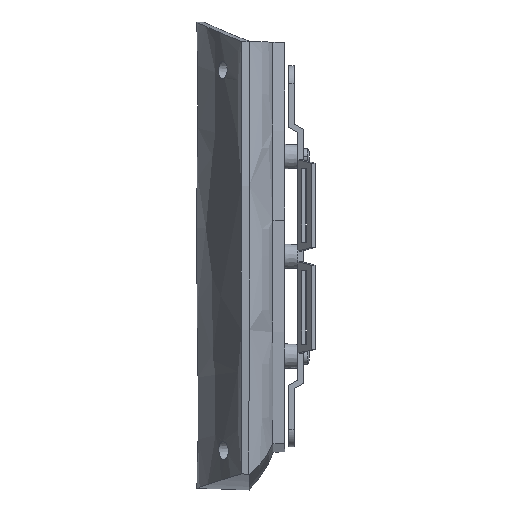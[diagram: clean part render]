
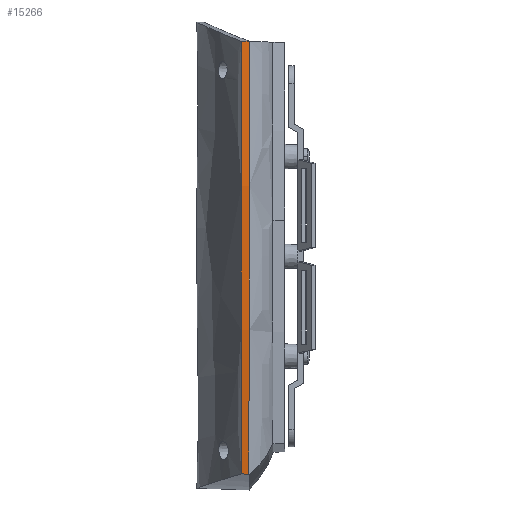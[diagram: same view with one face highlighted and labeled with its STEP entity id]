
A CAD part, left-side view. The second image highlights one B-rep face of the part: STEP entity #15266.
In plain terms, the highlighted conical face has half-angle 2 degrees and reference radius 681.782 mm.
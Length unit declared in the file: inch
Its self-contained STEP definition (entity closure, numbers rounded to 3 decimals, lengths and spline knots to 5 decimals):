
#42 = CARTESIAN_POINT ( 'NONE',  ( -2.32034, 0.19871, -1.05342 ) ) ;
#108 = AXIS2_PLACEMENT_3D ( 'NONE', #6351, #14310, #14106 ) ;
#148 = CARTESIAN_POINT ( 'NONE',  ( -2.18414, 0.19627, 1.9235 ) ) ;
#245 = CARTESIAN_POINT ( 'NONE',  ( -2.18414, 0.19627, 1.9235 ) ) ;
#490 = CARTESIAN_POINT ( 'NONE',  ( -2.18121, 0.31385, 1.92024 ) ) ;
#1189 = CARTESIAN_POINT ( 'NONE',  ( -2.31673, 0.313, -0.2412 ) ) ;
#1383 = ORIENTED_EDGE ( 'NONE', *, *, #2204, .F. ) ;
#1879 = CARTESIAN_POINT ( 'NONE',  ( -2.21, 0.19987, -3.21811 ) ) ;
#2204 = EDGE_CURVE ( 'NONE', #11878, #17196, #15438, .T. ) ;
#2793 = EDGE_CURVE ( 'NONE', #13922, #17196, #6876, .T. ) ;
#4077 = ORIENTED_EDGE ( 'NONE', *, *, #2793, .T. ) ;
#4464 = CARTESIAN_POINT ( 'NONE',  ( -2.29963, 0.3124, -1.86661 ) ) ;
#4954 = CARTESIAN_POINT ( 'NONE',  ( -2.27598, 0.19945, -2.40742 ) ) ;
#6087 = ORIENTED_EDGE ( 'NONE', *, *, #11292, .F. ) ;
#6094 = CARTESIAN_POINT ( 'NONE',  ( -2.12, 0.31164, -4.02427 ) ) ;
#6291 = CARTESIAN_POINT ( 'NONE',  ( -2.2774, 0.19768, 0.84325 ) ) ;
#6351 = CARTESIAN_POINT ( 'NONE',  ( 24.52122, 0.20388, -0.77122 ) ) ;
#6486 = CARTESIAN_POINT ( 'NONE',  ( -2.31659, 0.19828, -0.23988 ) ) ;
#6876 = B_SPLINE_CURVE_WITH_KNOTS ( 'NONE', 3,
 ( #15685, #14444, #14046, #8016, #1879, #4954, #17401, #42, #12806, #6486, #18945, #6291, #14145, #245 ),
 .UNSPECIFIED., .F., .F.,
 ( 4, 2, 2, 2, 2, 2, 4 ),
 ( 0., 0.02066, 0.04132, 0.08265, 0.10331, 0.12397, 0.16529 ),
 .UNSPECIFIED. ) ;
#7291 = CONICAL_SURFACE ( 'NONE', #108, 26.8418, 0.035 ) ;
#7418 = CARTESIAN_POINT ( 'NONE',  ( -2.0858, 0.31155, -4.29313 ) ) ;
#7521 = CARTESIAN_POINT ( 'NONE',  ( -2.18022, 0.31183, -3.48606 ) ) ;
#7621 = CARTESIAN_POINT ( 'NONE',  ( -2.18121, 0.31385, 1.92024 ) ) ;
#8016 = CARTESIAN_POINT ( 'NONE',  ( -2.18389, 0.20001, -3.48816 ) ) ;
#9048 = CARTESIAN_POINT ( 'NONE',  ( -2.27206, 0.3122, -2.40741 ) ) ;
#9415 = B_SPLINE_CURVE_WITH_KNOTS ( 'NONE', 3,
 ( #12016, #7418, #6094, #7521, #12216, #9048, #4464, #13649, #1189, #15395, #15188, #10678, #19882, #7621 ),
 .UNSPECIFIED., .F., .F.,
 ( 4, 2, 2, 2, 2, 2, 4 ),
 ( 0., 0.02066, 0.04131, 0.08262, 0.12393, 0.14459, 0.16524 ),
 .UNSPECIFIED. ) ;
#10082 = CARTESIAN_POINT ( 'NONE',  ( -2.05094, 0.20057, -4.56461 ) ) ;
#10387 = CARTESIAN_POINT ( 'NONE',  ( -2.04752, 0.31146, -4.56148 ) ) ;
#10678 = CARTESIAN_POINT ( 'NONE',  ( -2.23148, 0.31365, 1.3805 ) ) ;
#11292 = EDGE_CURVE ( 'NONE', #13922, #18391, #14450, .T. ) ;
#11296 = CARTESIAN_POINT ( 'NONE',  ( -2.18414, 0.19627, 1.9235 ) ) ;
#11869 = EDGE_LOOP ( 'NONE', ( #1383, #13277, #6087, #4077 ) ) ;
#11878 = VERTEX_POINT ( 'NONE', #490 ) ;
#12016 = CARTESIAN_POINT ( 'NONE',  ( -2.04752, 0.31146, -4.56148 ) ) ;
#12216 = CARTESIAN_POINT ( 'NONE',  ( -2.20624, 0.31192, -3.21664 ) ) ;
#12674 = CARTESIAN_POINT ( 'NONE',  ( -2.04752, 0.31146, -4.56148 ) ) ;
#12806 = CARTESIAN_POINT ( 'NONE',  ( -2.32183, 0.19856, -0.7822 ) ) ;
#13147 = CARTESIAN_POINT ( 'NONE',  ( -2.0498, 0.23753, -4.56357 ) ) ;
#13277 = ORIENTED_EDGE ( 'NONE', *, *, #16006, .F. ) ;
#13649 = CARTESIAN_POINT ( 'NONE',  ( -2.32198, 0.3128, -0.78261 ) ) ;
#13922 = VERTEX_POINT ( 'NONE', #16817 ) ;
#14046 = CARTESIAN_POINT ( 'NONE',  ( -2.12354, 0.20029, -4.0271 ) ) ;
#14106 = DIRECTION ( 'NONE',  ( 0., 0., -1. ) ) ;
#14145 = CARTESIAN_POINT ( 'NONE',  ( -2.23938, 0.1974, 1.38385 ) ) ;
#14267 = CARTESIAN_POINT ( 'NONE',  ( -2.1837, 0.23604, 1.92236 ) ) ;
#14310 = DIRECTION ( 'NONE',  ( 0., -1., 0. ) ) ;
#14370 = CARTESIAN_POINT ( 'NONE',  ( -2.18121, 0.31385, 1.92024 ) ) ;
#14444 = CARTESIAN_POINT ( 'NONE',  ( -2.08928, 0.20042, -4.29609 ) ) ;
#14450 = B_SPLINE_CURVE_WITH_KNOTS ( 'NONE', 3,
 ( #10082, #13147, #14890, #10387 ),
 .UNSPECIFIED., .F., .F.,
 ( 4, 4 ),
 ( 0., 0.00282 ),
 .UNSPECIFIED. ) ;
#14890 = CARTESIAN_POINT ( 'NONE',  ( -2.04866, 0.2745, -4.56252 ) ) ;
#15188 = CARTESIAN_POINT ( 'NONE',  ( -2.26945, 0.31342, 0.84028 ) ) ;
#15266 = ADVANCED_FACE ( 'NONE', ( #17461 ), #7291, .T. ) ;
#15395 = CARTESIAN_POINT ( 'NONE',  ( -2.28434, 0.31332, 0.57002 ) ) ;
#15438 = B_SPLINE_CURVE_WITH_KNOTS ( 'NONE', 3,
 ( #14370, #17223, #14267, #11296 ),
 .UNSPECIFIED., .F., .F.,
 ( 4, 4 ),
 ( 0., 0.00297 ),
 .UNSPECIFIED. ) ;
#15685 = CARTESIAN_POINT ( 'NONE',  ( -2.05094, 0.20057, -4.56461 ) ) ;
#16006 = EDGE_CURVE ( 'NONE', #18391, #11878, #9415, .T. ) ;
#16817 = CARTESIAN_POINT ( 'NONE',  ( -2.05094, 0.20057, -4.56461 ) ) ;
#17196 = VERTEX_POINT ( 'NONE', #148 ) ;
#17223 = CARTESIAN_POINT ( 'NONE',  ( -2.18245, 0.27495, 1.9213 ) ) ;
#17401 = CARTESIAN_POINT ( 'NONE',  ( -2.30356, 0.19916, -1.86625 ) ) ;
#17461 = FACE_OUTER_BOUND ( 'NONE', #11869, .T. ) ;
#18391 = VERTEX_POINT ( 'NONE', #12674 ) ;
#18945 = CARTESIAN_POINT ( 'NONE',  ( -2.30986, 0.19816, 0.03106 ) ) ;
#19882 = CARTESIAN_POINT ( 'NONE',  ( -2.20839, 0.31374, 1.65054 ) ) ;
